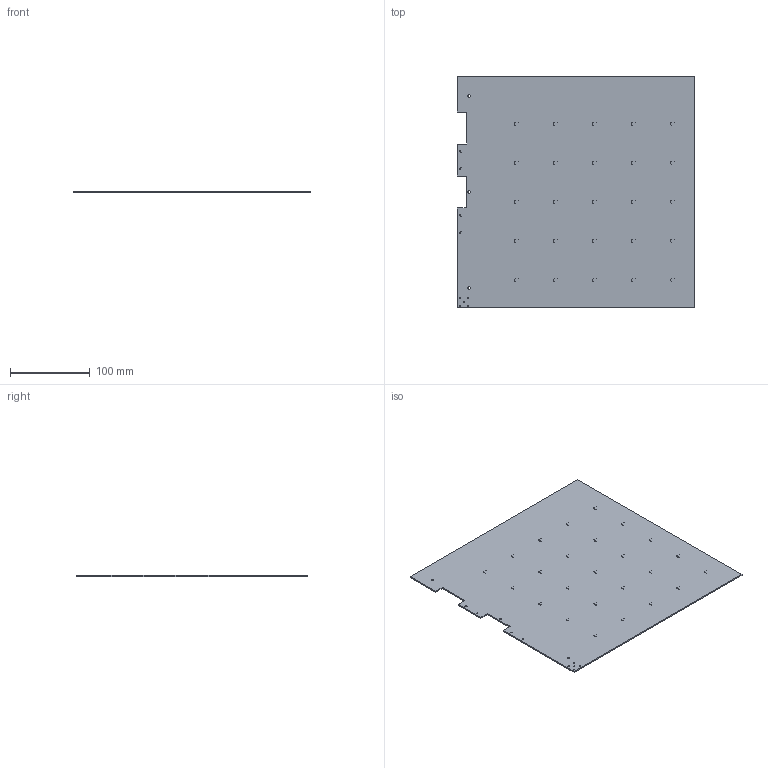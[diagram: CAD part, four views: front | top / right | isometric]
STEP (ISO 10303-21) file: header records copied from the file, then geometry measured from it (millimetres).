
FILE_DESCRIPTION(('KiCad electronic assembly'),'2;1');
FILE_NAME('EvenLayers_1.3mm_SiPM.step','2024-10-01T13:28:40',('Pcbnew'), ('Kicad'),'Open CASCADE STEP processor 7.7','KiCad to STEP converter', 'Unknown');
FILE_SCHEMA(('AUTOMOTIVE_DESIGN { 1 0 10303 214 1 1 1 1 }'));
Length unit declared in the file: millimetre
Products named in the file (2): EvenLayers_1.3mm_SiPM 1; EvenLayers_1.3mm_SiPM_PCB
Assembly tree (1 placements, depth 2):
  EvenLayers_1.3mm_SiPM 1
    EvenLayers_1.3mm_SiPM_PCB
Bounding box: 297 x 290 x 1.6 mm (x, y, z)
Volume: 136183.8 mm3; surface area: 172562.6 mm2
Topology: 1 solids, 1 shells, 156 faces, 462 edges, 308 vertices
Faces by surface type: cylinder 141, plane 15
Full cylindrical faces by diameter (mm): 0.4 x125, 0.84 x4, 1.1 x1, 1.27 x4, 1.5 x4, 3.2 x3
Entity records: 5989 total; most frequent: DIRECTION 1060, CARTESIAN_POINT 928, ORIENTED_EDGE 924, EDGE_CURVE 462, AXIS2_PLACEMENT_3D 440, FACE_BOUND 438, EDGE_LOOP 438, VERTEX_POINT 308
